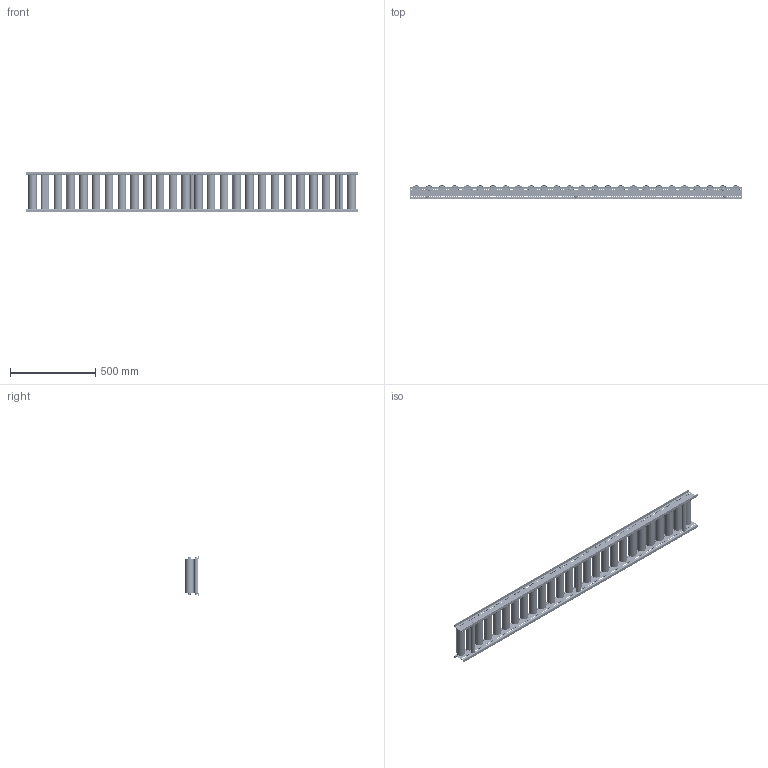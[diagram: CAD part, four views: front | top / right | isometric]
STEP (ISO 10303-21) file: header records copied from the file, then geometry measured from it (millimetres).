
FILE_DESCRIPTION (( 'STEP AP214' ), '1' );
FILE_NAME ('0052128.step', '2022-06-15T10:03:06', ( '' ), ( '' ), 'SwSTEP 2.0', 'SolidWorks 2020', '' );
FILE_SCHEMA (( 'AUTOMOTIVE_DESIGN' ));
Length unit declared in the file: millimetre
Products named in the file (14): 0026295_Typ-TRG_50x1,5-8; 0026293_Typ-TRG-50x1,5-12; Traversen_KFG_L200; TRG-50x1,5-STI-A12-IGM8-EL=KFG_0022776TWG_TRG-50x1,5-STI-A12-IGM8-EL=200; 0039780-Achse-ST-Ø12-KFG_IGM8-AL=200-TRG; 0052128; 0039771_Tragrollenrohr-Ø50x1,5STI_KFG_EL200; TRG-50x1,5-STI-A8-FA_KFG_0054464_TRG-50x1,5-STI-A8-FA-EL=200; Profil_LRB-20x70x20x2_KFG_S100214_U-PROFIL-20-70-20-2-LRB-L=1950; Sicherungsring_DIN471_8x0.8_Circlip DIN 471 - 8 x 0.8; Tragrollenachse-Ø8_KFG_L=220; S100994_Sperrzahnschraube_M08x16-8.8-A2K; Druckfeder_1,2x10x30; 0024178_Passscheibe_DIN988_12x18x1
Assembly tree (56 placements, depth 3):
  0052128
    Profil_LRB-20x70x20x2_KFG_S100214_U-PROFIL-20-70-20-2-LRB-L=1950  x2
    TRG-50x1,5-STI-A12-IGM8-EL=KFG_0022776TWG_TRG-50x1,5-STI-A12-IGM8-EL=200  x3
      0039780-Achse-ST-Ø12-KFG_IGM8-AL=200-TRG
      0026293_Typ-TRG-50x1,5-12
      0039771_Tragrollenrohr-Ø50x1,5STI_KFG_EL200
      0024178_Passscheibe_DIN988_12x18x1
    S100994_Sperrzahnschraube_M08x16-8.8-A2K  x12
    Traversen_KFG_L200  x3
    TRG-50x1,5-STI-A8-FA_KFG_0054464_TRG-50x1,5-STI-A8-FA-EL=200  x23
      0026295_Typ-TRG_50x1,5-8
      Tragrollenachse-Ø8_KFG_L=220
      0039771_Tragrollenrohr-Ø50x1,5STI_KFG_EL200
      Druckfeder_1,2x10x30
      Sicherungsring_DIN471_8x0.8_Circlip DIN 471 - 8 x 0.8
Bounding box: 1950 x 80 x 240 mm (x, y, z)
Volume: 2796114.9 mm3; surface area: 3329733.6 mm2
Topology: 602 solids, 602 shells, 10646 faces, 24978 edges, 15148 vertices
Faces by surface type: cylinder 3872, bspline 2898, plane 2112, cone 1032, torus 396, sphere 336
Entity records: 49968 total; most frequent: CARTESIAN_POINT 13557, DIRECTION 7127, ORIENTED_EDGE 6134, AXIS2_PLACEMENT_3D 3117, EDGE_CURVE 3067, VERTEX_POINT 1998, CIRCLE 1964, EDGE_LOOP 1825
